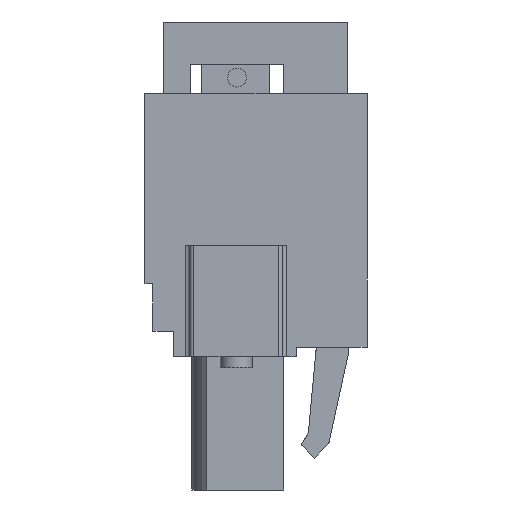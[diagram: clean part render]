
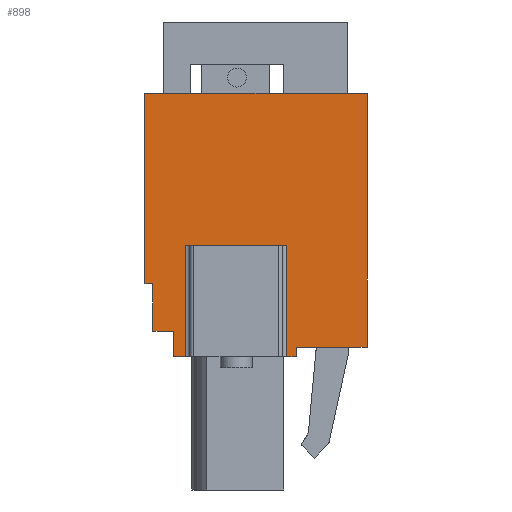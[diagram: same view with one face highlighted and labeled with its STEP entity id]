
A CAD part, left-side view. The second image highlights one B-rep face of the part: STEP entity #898.
In plain terms, the highlighted planar face has unit normal (-1, 0, 0).
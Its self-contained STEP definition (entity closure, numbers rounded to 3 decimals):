
#898 = ADVANCED_FACE( '', ( #2163 ), #2164, .F. );
#2163 = FACE_OUTER_BOUND( '', #4369, .T. );
#2164 = PLANE( '', #4370 );
#4369 = EDGE_LOOP( '', ( #7200, #7201, #7202, #7203, #7204, #7205, #7206, #7207, #7208, #7209, #7210, #7211, #7212, #7213 ) );
#4370 = AXIS2_PLACEMENT_3D( '', #7214, #7215, #7216 );
#7200 = ORIENTED_EDGE( '', *, *, #12062, .F. );
#7201 = ORIENTED_EDGE( '', *, *, #12063, .T. );
#7202 = ORIENTED_EDGE( '', *, *, #12064, .T. );
#7203 = ORIENTED_EDGE( '', *, *, #12065, .T. );
#7204 = ORIENTED_EDGE( '', *, *, #12066, .F. );
#7205 = ORIENTED_EDGE( '', *, *, #12067, .F. );
#7206 = ORIENTED_EDGE( '', *, *, #12068, .F. );
#7207 = ORIENTED_EDGE( '', *, *, #12069, .F. );
#7208 = ORIENTED_EDGE( '', *, *, #12070, .F. );
#7209 = ORIENTED_EDGE( '', *, *, #11443, .F. );
#7210 = ORIENTED_EDGE( '', *, *, #12071, .T. );
#7211 = ORIENTED_EDGE( '', *, *, #12072, .T. );
#7212 = ORIENTED_EDGE( '', *, *, #12073, .T. );
#7213 = ORIENTED_EDGE( '', *, *, #12074, .T. );
#7214 = CARTESIAN_POINT( '', ( -7.62, 0., 0. ) );
#7215 = DIRECTION( '', ( 1., 0., 0. ) );
#7216 = DIRECTION( '', ( 0., 0., -1. ) );
#11443 = EDGE_CURVE( '', #13533, #13535, #13536, .T. );
#12062 = EDGE_CURVE( '', #14627, #14628, #14629, .T. );
#12063 = EDGE_CURVE( '', #14627, #14630, #14631, .T. );
#12064 = EDGE_CURVE( '', #14630, #14632, #14633, .T. );
#12065 = EDGE_CURVE( '', #14632, #14634, #14635, .T. );
#12066 = EDGE_CURVE( '', #14636, #14634, #14637, .T. );
#12067 = EDGE_CURVE( '', #14638, #14636, #14639, .T. );
#12068 = EDGE_CURVE( '', #14640, #14638, #14641, .T. );
#12069 = EDGE_CURVE( '', #14642, #14640, #14643, .T. );
#12070 = EDGE_CURVE( '', #13535, #14642, #14644, .T. );
#12071 = EDGE_CURVE( '', #13533, #14645, #14646, .T. );
#12072 = EDGE_CURVE( '', #14645, #14647, #14648, .T. );
#12073 = EDGE_CURVE( '', #14647, #14649, #14650, .T. );
#12074 = EDGE_CURVE( '', #14649, #14628, #14651, .T. );
#13533 = VERTEX_POINT( '', #16631 );
#13535 = VERTEX_POINT( '', #16634 );
#13536 = LINE( '', #16635, #16636 );
#14627 = VERTEX_POINT( '', #18321 );
#14628 = VERTEX_POINT( '', #18322 );
#14629 = LINE( '', #18323, #18324 );
#14630 = VERTEX_POINT( '', #18325 );
#14631 = LINE( '', #18326, #18327 );
#14632 = VERTEX_POINT( '', #18328 );
#14633 = LINE( '', #18329, #18330 );
#14634 = VERTEX_POINT( '', #18331 );
#14635 = LINE( '', #18332, #18333 );
#14636 = VERTEX_POINT( '', #18334 );
#14637 = LINE( '', #18335, #18336 );
#14638 = VERTEX_POINT( '', #18337 );
#14639 = LINE( '', #18338, #18339 );
#14640 = VERTEX_POINT( '', #18340 );
#14641 = LINE( '', #18341, #18342 );
#14642 = VERTEX_POINT( '', #18343 );
#14643 = LINE( '', #18344, #18345 );
#14644 = LINE( '', #18346, #18347 );
#14645 = VERTEX_POINT( '', #18348 );
#14646 = LINE( '', #18349, #18350 );
#14647 = VERTEX_POINT( '', #18351 );
#14648 = LINE( '', #18352, #18353 );
#14649 = VERTEX_POINT( '', #18354 );
#14650 = LINE( '', #18355, #18356 );
#14651 = LINE( '', #18357, #18358 );
#16631 = CARTESIAN_POINT( '', ( -7.62, 7., -3.7 ) );
#16634 = CARTESIAN_POINT( '', ( -7.62, 7., 8.3 ) );
#16635 = CARTESIAN_POINT( '', ( -7.62, 7., -8.3 ) );
#16636 = VECTOR( '', #21291, 1000. );
#18321 = CARTESIAN_POINT( '', ( -7.62, 4.425, -8.3 ) );
#18322 = CARTESIAN_POINT( '', ( -7.62, 5.2, -8.3 ) );
#18323 = CARTESIAN_POINT( '', ( -7.62, -7., -8.3 ) );
#18324 = VECTOR( '', #22001, 1000. );
#18325 = CARTESIAN_POINT( '', ( -7.62, 4.425, -1.3 ) );
#18326 = CARTESIAN_POINT( '', ( -7.62, 4.425, 0. ) );
#18327 = VECTOR( '', #22002, 1000. );
#18328 = CARTESIAN_POINT( '', ( -7.62, -1.925, -1.3 ) );
#18329 = CARTESIAN_POINT( '', ( -7.62, 4.175, -1.3 ) );
#18330 = VECTOR( '', #22003, 1000. );
#18331 = CARTESIAN_POINT( '', ( -7.62, -1.925, -8.3 ) );
#18332 = CARTESIAN_POINT( '', ( -7.62, -1.925, 0. ) );
#18333 = VECTOR( '', #22004, 1000. );
#18334 = CARTESIAN_POINT( '', ( -7.62, -2.55, -8.3 ) );
#18335 = CARTESIAN_POINT( '', ( -7.62, -7., -8.3 ) );
#18336 = VECTOR( '', #22005, 1000. );
#18337 = CARTESIAN_POINT( '', ( -7.62, -2.55, -7.7 ) );
#18338 = CARTESIAN_POINT( '', ( -7.62, -2.55, 0. ) );
#18339 = VECTOR( '', #22006, 1000. );
#18340 = CARTESIAN_POINT( '', ( -7.62, -7., -7.7 ) );
#18341 = CARTESIAN_POINT( '', ( -7.62, 0., -7.7 ) );
#18342 = VECTOR( '', #22007, 1000. );
#18343 = CARTESIAN_POINT( '', ( -7.62, -7., 8.3 ) );
#18344 = CARTESIAN_POINT( '', ( -7.62, -7., 8.3 ) );
#18345 = VECTOR( '', #22008, 1000. );
#18346 = CARTESIAN_POINT( '', ( -7.62, 7., 8.3 ) );
#18347 = VECTOR( '', #22009, 1000. );
#18348 = CARTESIAN_POINT( '', ( -7.62, 6.5, -3.7 ) );
#18349 = CARTESIAN_POINT( '', ( -7.62, 0., -3.7 ) );
#18350 = VECTOR( '', #22010, 1000. );
#18351 = CARTESIAN_POINT( '', ( -7.62, 6.5, -6.7 ) );
#18352 = CARTESIAN_POINT( '', ( -7.62, 6.5, 0. ) );
#18353 = VECTOR( '', #22011, 1000. );
#18354 = CARTESIAN_POINT( '', ( -7.62, 5.2, -6.7 ) );
#18355 = CARTESIAN_POINT( '', ( -7.62, 0., -6.7 ) );
#18356 = VECTOR( '', #22012, 1000. );
#18357 = CARTESIAN_POINT( '', ( -7.62, 5.2, 0. ) );
#18358 = VECTOR( '', #22013, 1000. );
#21291 = DIRECTION( '', ( 0., 0., 1. ) );
#22001 = DIRECTION( '', ( 0., 1., 0. ) );
#22002 = DIRECTION( '', ( 0., 0., 1. ) );
#22003 = DIRECTION( '', ( 0., -1., 0. ) );
#22004 = DIRECTION( '', ( 0., 0., -1. ) );
#22005 = DIRECTION( '', ( 0., 1., 0. ) );
#22006 = DIRECTION( '', ( 0., 0., -1. ) );
#22007 = DIRECTION( '', ( 0., 1., 0. ) );
#22008 = DIRECTION( '', ( 0., 0., -1. ) );
#22009 = DIRECTION( '', ( 0., -1., 0. ) );
#22010 = DIRECTION( '', ( 0., -1., 0. ) );
#22011 = DIRECTION( '', ( 0., 0., -1. ) );
#22012 = DIRECTION( '', ( 0., -1., 0. ) );
#22013 = DIRECTION( '', ( 0., 0., -1. ) );
